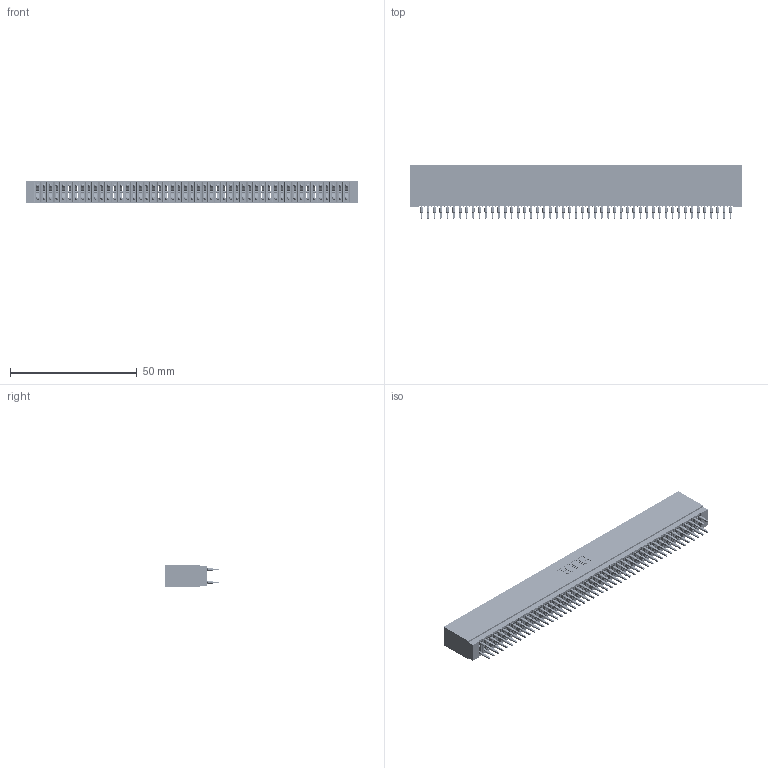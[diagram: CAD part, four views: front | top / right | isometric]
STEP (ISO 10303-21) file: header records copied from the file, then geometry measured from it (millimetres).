
FILE_DESCRIPTION (( 'STEP AP203' ), '1' );
FILE_NAME ('745-098-520-201.STEP', '2026-02-26T23:05:26', ( '' ), ( '' ), 'SwSTEP 2.0', 'SolidWorks 2023', '' );
FILE_SCHEMA (( 'CONFIG_CONTROL_DESIGN' ));
Length unit declared in the file: millimetre
Products named in the file (3): 745 Part_Insulator Option - 01; 745-098-520-201; 745-292-001_520
Assembly tree (99 placements, depth 2):
  745-098-520-201
    745 Part_Insulator Option - 01
    745-292-001_520  x98
Bounding box: 131.06 x 21.22 x 8.89 mm (x, y, z)
Volume: 11679.5 mm3; surface area: 23452.1 mm2
Topology: 99 solids, 99 shells, 8866 faces, 23827 edges, 14970 vertices
Faces by surface type: plane 4563, bspline 1960, cylinder 1755, torus 588
Entity records: 81537 total; most frequent: CARTESIAN_POINT 14643, ORIENTED_EDGE 14092, DIRECTION 12304, EDGE_CURVE 7046, LINE 6570, VECTOR 6570, VERTEX_POINT 4494, AXIS2_PLACEMENT_3D 2867
